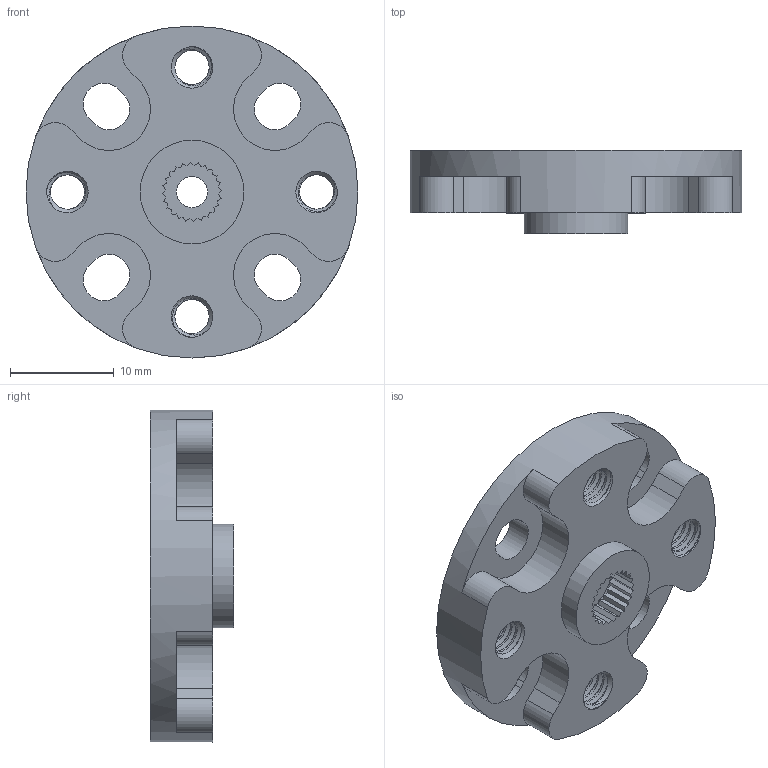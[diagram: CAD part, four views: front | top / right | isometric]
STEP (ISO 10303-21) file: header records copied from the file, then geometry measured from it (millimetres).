
FILE_DESCRIPTION( ( '' ), ' ' );
FILE_NAME( '5a2ade5b5214870eedd3ec57.step', '2017-12-08T18:47:55', ( '' ), ( '' ), ' ', ' ', ' ' );
FILE_SCHEMA( ( 'AUTOMOTIVE_DESIGN { 1 0 10303 214 1 1 1 1 }' ) );
Length unit declared in the file: metre
Products named in the file (1): 1908-0024-0032
Bounding box: 31.98 x 8 x 31.98 mm (x, y, z)
Volume: 3031.6 mm3; surface area: 2992.9 mm2
Topology: 1 solids, 1 shells, 123 faces, 611 edges, 494 vertices
Faces by surface type: plane 74, cylinder 33, cone 8, bspline 8
Full cylindrical faces by diameter (mm): 3 x1, 6.5 x1, 9.98 x1, 14.02 x1, 31.98 x1
Entity records: 10904 total; most frequent: CARTESIAN_POINT 5708, ORIENTED_EDGE 1206, DIRECTION 610, EDGE_CURVE 603, VERTEX_POINT 491, LINE 216, VECTOR 216, AXIS2_PLACEMENT_3D 197
